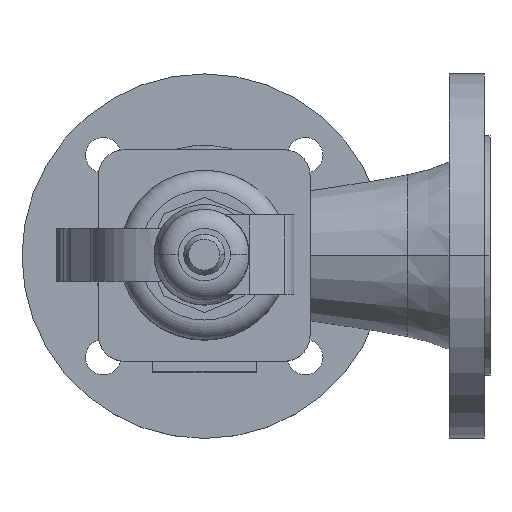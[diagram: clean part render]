
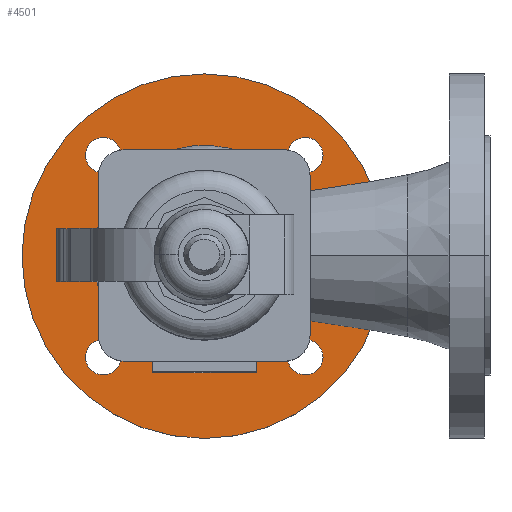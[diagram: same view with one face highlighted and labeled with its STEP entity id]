
A CAD part, top view. The second image highlights one B-rep face of the part: STEP entity #4501.
In plain terms, the highlighted planar face has unit normal (0, 0, 1).
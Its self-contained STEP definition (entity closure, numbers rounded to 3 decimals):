
#1778=CARTESIAN_POINT('',(92.5,-0.,20.8));
#1779=VERTEX_POINT('',#1778);
#1780=CARTESIAN_POINT('',(-92.5,0.,20.8));
#1781=VERTEX_POINT('',#1780);
#1782=CARTESIAN_POINT('',(0.,-0.,20.8));
#1783=DIRECTION('',(-0.,0.,-1.));
#1784=DIRECTION('',(-1.,0.,0.));
#1785=AXIS2_PLACEMENT_3D('',#1782,#1783,#1784);
#1786=CIRCLE('',#1785,92.5);
#1787=EDGE_CURVE('',#1779,#1781,#1786,.T.);
#1820=CARTESIAN_POINT('',(47.5,-0.,20.8));
#1821=VERTEX_POINT('',#1820);
#1822=CARTESIAN_POINT('',(-47.5,-0.,20.8));
#1823=VERTEX_POINT('',#1822);
#1824=CARTESIAN_POINT('',(0.,-0.,20.8));
#1825=DIRECTION('',(0.,0.,-1.));
#1826=DIRECTION('',(-1.,0.,0.));
#1827=AXIS2_PLACEMENT_3D('',#1824,#1825,#1826);
#1828=CIRCLE('',#1827,47.5);
#1829=EDGE_CURVE('',#1821,#1823,#1828,.T.);
#3703=CARTESIAN_POINT('',(60.265,51.265,20.8));
#3704=VERTEX_POINT('',#3703);
#3711=CARTESIAN_POINT('',(42.265,51.265,20.8));
#3712=VERTEX_POINT('',#3711);
#3713=CARTESIAN_POINT('',(51.265,51.265,20.8));
#3714=DIRECTION('',(0.,0.,-1.));
#3715=DIRECTION('',(1.,0.,0.));
#3716=AXIS2_PLACEMENT_3D('',#3713,#3714,#3715);
#3717=CIRCLE('',#3716,9.);
#3718=EDGE_CURVE('',#3712,#3704,#3717,.T.);
#3734=CARTESIAN_POINT('',(42.265,-51.265,20.8));
#3735=VERTEX_POINT('',#3734);
#3736=CARTESIAN_POINT('',(60.265,-51.265,20.8));
#3737=VERTEX_POINT('',#3736);
#3738=CARTESIAN_POINT('',(51.265,-51.265,20.8));
#3739=DIRECTION('',(0.,0.,-1.));
#3740=DIRECTION('',(1.,0.,0.));
#3741=AXIS2_PLACEMENT_3D('',#3738,#3739,#3740);
#3742=CIRCLE('',#3741,9.);
#3743=EDGE_CURVE('',#3735,#3737,#3742,.T.);
#3787=CARTESIAN_POINT('',(-42.265,-51.265,20.8));
#3788=VERTEX_POINT('',#3787);
#3795=CARTESIAN_POINT('',(-60.265,-51.265,20.8));
#3796=VERTEX_POINT('',#3795);
#3797=CARTESIAN_POINT('',(-51.265,-51.265,20.8));
#3798=DIRECTION('',(0.,0.,-1.));
#3799=DIRECTION('',(1.,0.,0.));
#3800=AXIS2_PLACEMENT_3D('',#3797,#3798,#3799);
#3801=CIRCLE('',#3800,9.);
#3802=EDGE_CURVE('',#3796,#3788,#3801,.T.);
#3818=CARTESIAN_POINT('',(-60.265,51.265,20.8));
#3819=VERTEX_POINT('',#3818);
#3820=CARTESIAN_POINT('',(-42.265,51.265,20.8));
#3821=VERTEX_POINT('',#3820);
#3822=CARTESIAN_POINT('',(-51.265,51.265,20.8));
#3823=DIRECTION('',(0.,0.,-1.));
#3824=DIRECTION('',(1.,0.,0.));
#3825=AXIS2_PLACEMENT_3D('',#3822,#3823,#3824);
#3826=CIRCLE('',#3825,9.);
#3827=EDGE_CURVE('',#3819,#3821,#3826,.T.);
#4436=CARTESIAN_POINT('',(-70.,0.,20.8));
#4437=DIRECTION('',(0.,-0.,1.));
#4438=DIRECTION('',(1.,-0.,-0.));
#4439=AXIS2_PLACEMENT_3D('',#4436,#4437,#4438);
#4440=PLANE('',#4439);
#4441=ORIENTED_EDGE('',*,*,#3827,.T.);
#4442=CARTESIAN_POINT('',(-51.265,51.265,20.8));
#4443=DIRECTION('',(0.,0.,-1.));
#4444=DIRECTION('',(1.,0.,0.));
#4445=AXIS2_PLACEMENT_3D('',#4442,#4443,#4444);
#4446=CIRCLE('',#4445,9.);
#4447=EDGE_CURVE('',#3821,#3819,#4446,.T.);
#4448=ORIENTED_EDGE('',*,*,#4447,.T.);
#4449=EDGE_LOOP('',(#4441,#4448));
#4450=FACE_BOUND('',#4449,.T.);
#4451=ORIENTED_EDGE('',*,*,#3802,.T.);
#4452=CARTESIAN_POINT('',(-51.265,-51.265,20.8));
#4453=DIRECTION('',(0.,0.,-1.));
#4454=DIRECTION('',(1.,0.,0.));
#4455=AXIS2_PLACEMENT_3D('',#4452,#4453,#4454);
#4456=CIRCLE('',#4455,9.);
#4457=EDGE_CURVE('',#3788,#3796,#4456,.T.);
#4458=ORIENTED_EDGE('',*,*,#4457,.T.);
#4459=EDGE_LOOP('',(#4451,#4458));
#4460=FACE_BOUND('',#4459,.T.);
#4461=ORIENTED_EDGE('',*,*,#3743,.T.);
#4462=CARTESIAN_POINT('',(51.265,-51.265,20.8));
#4463=DIRECTION('',(0.,0.,-1.));
#4464=DIRECTION('',(1.,0.,0.));
#4465=AXIS2_PLACEMENT_3D('',#4462,#4463,#4464);
#4466=CIRCLE('',#4465,9.);
#4467=EDGE_CURVE('',#3737,#3735,#4466,.T.);
#4468=ORIENTED_EDGE('',*,*,#4467,.T.);
#4469=EDGE_LOOP('',(#4461,#4468));
#4470=FACE_BOUND('',#4469,.T.);
#4471=ORIENTED_EDGE('',*,*,#3718,.T.);
#4472=CARTESIAN_POINT('',(51.265,51.265,20.8));
#4473=DIRECTION('',(0.,0.,-1.));
#4474=DIRECTION('',(1.,0.,0.));
#4475=AXIS2_PLACEMENT_3D('',#4472,#4473,#4474);
#4476=CIRCLE('',#4475,9.);
#4477=EDGE_CURVE('',#3704,#3712,#4476,.T.);
#4478=ORIENTED_EDGE('',*,*,#4477,.T.);
#4479=EDGE_LOOP('',(#4471,#4478));
#4480=FACE_BOUND('',#4479,.T.);
#4481=ORIENTED_EDGE('',*,*,#1829,.T.);
#4482=CARTESIAN_POINT('',(0.,-0.,20.8));
#4483=DIRECTION('',(0.,0.,-1.));
#4484=DIRECTION('',(-1.,0.,0.));
#4485=AXIS2_PLACEMENT_3D('',#4482,#4483,#4484);
#4486=CIRCLE('',#4485,47.5);
#4487=EDGE_CURVE('',#1823,#1821,#4486,.T.);
#4488=ORIENTED_EDGE('',*,*,#4487,.T.);
#4489=EDGE_LOOP('',(#4481,#4488));
#4490=FACE_BOUND('',#4489,.T.);
#4491=ORIENTED_EDGE('',*,*,#1787,.F.);
#4492=CARTESIAN_POINT('',(0.,-0.,20.8));
#4493=DIRECTION('',(-0.,0.,-1.));
#4494=DIRECTION('',(-1.,0.,0.));
#4495=AXIS2_PLACEMENT_3D('',#4492,#4493,#4494);
#4496=CIRCLE('',#4495,92.5);
#4497=EDGE_CURVE('',#1781,#1779,#4496,.T.);
#4498=ORIENTED_EDGE('',*,*,#4497,.F.);
#4499=EDGE_LOOP('',(#4491,#4498));
#4500=FACE_BOUND('',#4499,.T.);
#4501=ADVANCED_FACE('',(#4450,#4460,#4470,#4480,#4490,#4500),#4440,.T.);
